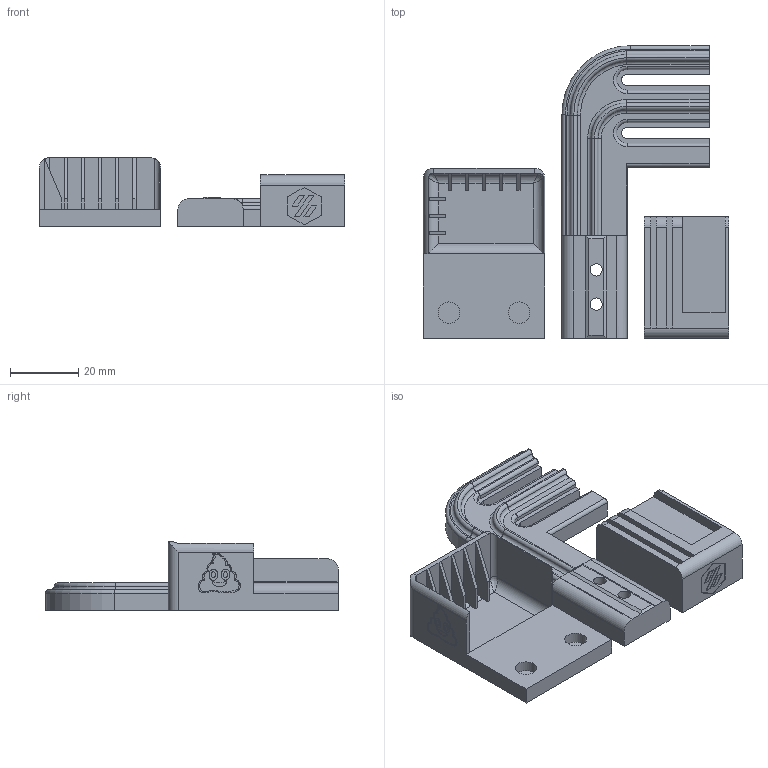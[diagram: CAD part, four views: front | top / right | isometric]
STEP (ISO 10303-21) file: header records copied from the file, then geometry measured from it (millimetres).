
FILE_DESCRIPTION(/* description */ ('STEP AP242','CAx-IF Rec.Pracs.---Representation and Presentation of Product Manufacturing Information (PMI)---4.0---2014-10-13','CAx-IF Rec.Pracs.---3D Tessellated Geometry---0.4---2014-09-14','2;1'),/* implementation_level */ '2;1');
FILE_NAME(/* name */ '64f3a3a2c4b95858722bb23f',/* time_stamp */ '2023-09-02T21:05:39Z',/* author */ (''),/* organization */ (''),/* preprocessor_version */ 'ST-DEVELOPER v19.4',/* originating_system */ ' ',/* authorisation */ ' ');
FILE_SCHEMA (('AP242_MANAGED_MODEL_BASED_3D_ENGINEERING_MIM_LF { 1 0 10303 442 1 1 4 }'));
Length unit declared in the file: metre
Products named in the file (4): ReadyToPrint; Holder; Bin; Mount
Assembly tree (3 placements, depth 2):
  ReadyToPrint
    Holder
    Bin
    Mount
Bounding box: 89.2 x 85.5 x 20 mm (x, y, z)
Volume: 32279 mm3; surface area: 20759 mm2
Topology: 3 solids, 3 shells, 832 faces, 2356 edges, 1545 vertices
Faces by surface type: plane 756, cylinder 63, torus 11, bspline 2
Full cylindrical faces by diameter (mm): 3.6 x2, 4.7 x2, 6.3 x4, 6.5 x2
Entity records: 26514 total; most frequent: CARTESIAN_POINT 4834, ORIENTED_EDGE 4684, DIRECTION 4130, EDGE_CURVE 2342, LINE 2184, VECTOR 2184, VERTEX_POINT 1543, AXIS2_PLACEMENT_3D 973
